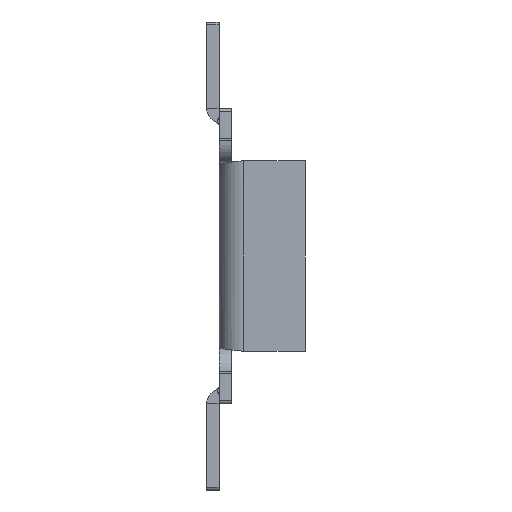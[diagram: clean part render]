
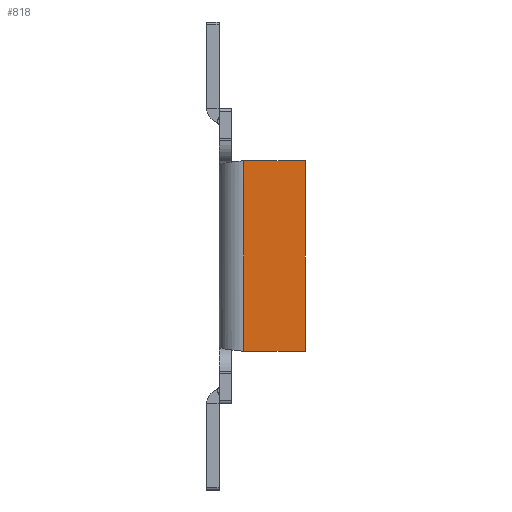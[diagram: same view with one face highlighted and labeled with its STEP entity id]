
A CAD part, left-side view. The second image highlights one B-rep face of the part: STEP entity #818.
In plain terms, the highlighted planar face has unit normal (-1, 0, 0).
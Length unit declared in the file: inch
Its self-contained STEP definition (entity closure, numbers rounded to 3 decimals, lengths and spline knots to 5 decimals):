
#5 = LINE ( 'NONE', #1567, #2727 ) ;
#101 = VECTOR ( 'NONE', #4472, 39.37008 ) ;
#185 = EDGE_CURVE ( 'NONE', #1244, #2937, #1134, .T. ) ;
#223 = EDGE_CURVE ( 'NONE', #3342, #2937, #5, .T. ) ;
#224 = CARTESIAN_POINT ( 'NONE',  ( -1.6235, -0.25, -0.9675 ) ) ;
#432 = DIRECTION ( 'NONE',  ( 0., -1., 0. ) ) ;
#437 = DIRECTION ( 'NONE',  ( 0., 0., -1. ) ) ;
#813 = ORIENTED_EDGE ( 'NONE', *, *, #1277, .F. ) ;
#818 = ADVANCED_FACE ( 'NONE', ( #4360 ), #819, .T. ) ;
#819 = PLANE ( 'NONE',  #4382 ) ;
#1021 = EDGE_LOOP ( 'NONE', ( #4931, #1059, #5020, #813 ) ) ;
#1059 = ORIENTED_EDGE ( 'NONE', *, *, #185, .T. ) ;
#1072 = VERTEX_POINT ( 'NONE', #3774 ) ;
#1134 = LINE ( 'NONE', #2712, #1636 ) ;
#1191 = CARTESIAN_POINT ( 'NONE',  ( -1.6235, -0.25, 0.9675 ) ) ;
#1193 = VECTOR ( 'NONE', #437, 39.37008 ) ;
#1244 = VERTEX_POINT ( 'NONE', #1191 ) ;
#1277 = EDGE_CURVE ( 'NONE', #1072, #3342, #2400, .T. ) ;
#1327 = LINE ( 'NONE', #2907, #101 ) ;
#1567 = CARTESIAN_POINT ( 'NONE',  ( -1.6235, -0.25, -0.9675 ) ) ;
#1636 = VECTOR ( 'NONE', #4285, 39.37008 ) ;
#2395 = CARTESIAN_POINT ( 'NONE',  ( -1.6235, 0., 0. ) ) ;
#2400 = LINE ( 'NONE', #3977, #1193 ) ;
#2712 = CARTESIAN_POINT ( 'NONE',  ( -1.6235, -0.25, 0. ) ) ;
#2727 = VECTOR ( 'NONE', #3151, 39.37008 ) ;
#2869 = EDGE_CURVE ( 'NONE', #1244, #1072, #1327, .T. ) ;
#2907 = CARTESIAN_POINT ( 'NONE',  ( -1.6235, -0.25, 0.9675 ) ) ;
#2937 = VERTEX_POINT ( 'NONE', #224 ) ;
#3151 = DIRECTION ( 'NONE',  ( 0., 1., 0. ) ) ;
#3342 = VERTEX_POINT ( 'NONE', #3778 ) ;
#3774 = CARTESIAN_POINT ( 'NONE',  ( -1.6235, -0.875, 0.9675 ) ) ;
#3778 = CARTESIAN_POINT ( 'NONE',  ( -1.6235, -0.875, -0.9675 ) ) ;
#3973 = DIRECTION ( 'NONE',  ( -1., 0., 0. ) ) ;
#3977 = CARTESIAN_POINT ( 'NONE',  ( -1.6235, -0.875, -0.9675 ) ) ;
#4285 = DIRECTION ( 'NONE',  ( 0., 0., -1. ) ) ;
#4360 = FACE_OUTER_BOUND ( 'NONE', #1021, .T. ) ;
#4382 = AXIS2_PLACEMENT_3D ( 'NONE', #2395, #3973, #432 ) ;
#4472 = DIRECTION ( 'NONE',  ( 0., -1., 0. ) ) ;
#4931 = ORIENTED_EDGE ( 'NONE', *, *, #2869, .F. ) ;
#5020 = ORIENTED_EDGE ( 'NONE', *, *, #223, .F. ) ;
